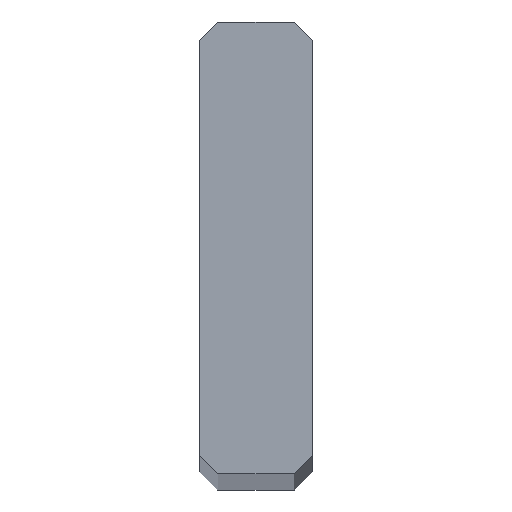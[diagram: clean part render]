
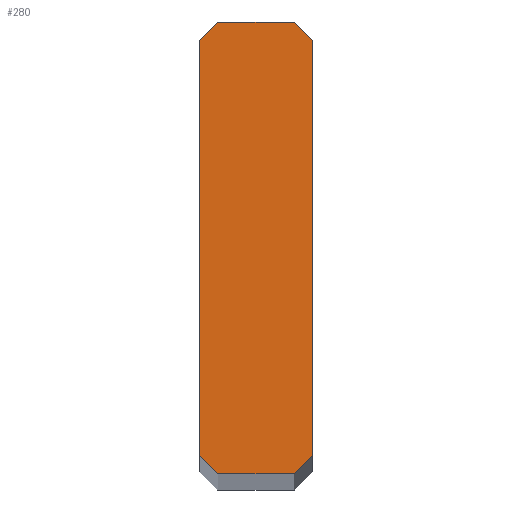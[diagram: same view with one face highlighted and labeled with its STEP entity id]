
A CAD part, top view. The second image highlights one B-rep face of the part: STEP entity #280.
In plain terms, the highlighted planar face has unit normal (0, 0, 1).
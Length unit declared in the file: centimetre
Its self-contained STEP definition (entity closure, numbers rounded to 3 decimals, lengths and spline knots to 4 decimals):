
#46=VERTEX_POINT('',#384);
#47=VERTEX_POINT('',#385);
#48=VERTEX_POINT('',#387);
#49=VERTEX_POINT('',#389);
#50=VERTEX_POINT('',#391);
#51=VERTEX_POINT('',#393);
#52=VERTEX_POINT('',#395);
#53=VERTEX_POINT('',#397);
#70=VECTOR('',#321,1.);
#71=VECTOR('',#322,1.);
#72=VECTOR('',#323,1.);
#73=VECTOR('',#324,1.);
#74=VECTOR('',#325,1.);
#75=VECTOR('',#326,1.);
#76=VECTOR('',#327,1.);
#77=VECTOR('',#328,1.);
#96=LINE('',#383,#70);
#97=LINE('',#386,#71);
#98=LINE('',#388,#72);
#99=LINE('',#390,#73);
#100=LINE('',#392,#74);
#101=LINE('',#394,#75);
#102=LINE('',#396,#76);
#103=LINE('',#398,#77);
#122=EDGE_CURVE('',#46,#47,#96,.T.);
#123=EDGE_CURVE('',#48,#46,#97,.T.);
#124=EDGE_CURVE('',#49,#48,#98,.T.);
#125=EDGE_CURVE('',#50,#49,#99,.T.);
#126=EDGE_CURVE('',#51,#50,#100,.T.);
#127=EDGE_CURVE('',#52,#51,#101,.T.);
#128=EDGE_CURVE('',#53,#52,#102,.T.);
#129=EDGE_CURVE('',#47,#53,#103,.T.);
#156=ORIENTED_EDGE('',*,*,#122,.F.);
#157=ORIENTED_EDGE('',*,*,#123,.F.);
#158=ORIENTED_EDGE('',*,*,#124,.F.);
#159=ORIENTED_EDGE('',*,*,#125,.F.);
#160=ORIENTED_EDGE('',*,*,#126,.F.);
#161=ORIENTED_EDGE('',*,*,#127,.F.);
#162=ORIENTED_EDGE('',*,*,#128,.F.);
#163=ORIENTED_EDGE('',*,*,#129,.F.);
#224=EDGE_LOOP('',(#156,#157,#158,#159,#160,#161,#162,#163));
#252=FACE_BOUND('',#224,.T.);
#280=ADVANCED_FACE('',(#252),#456,.F.);
#296=AXIS2_PLACEMENT_3D('',#382,#320,$);
#320=DIRECTION('',(0.,0.,-1.));
#321=DIRECTION('',(0.707,-0.707,0.));
#322=DIRECTION('',(1.,0.,0.));
#323=DIRECTION('',(0.707,0.707,0.));
#324=DIRECTION('',(0.,1.,0.));
#325=DIRECTION('',(-0.707,0.707,0.));
#326=DIRECTION('',(-1.,0.,0.));
#327=DIRECTION('',(-0.707,-0.707,0.));
#328=DIRECTION('',(0.,-1.,0.));
#382=CARTESIAN_POINT('',(-38.6953,-0.5695,24.2888));
#383=CARTESIAN_POINT('',(-9.16,10.0617,24.2888));
#384=CARTESIAN_POINT('',(0.2667,0.635,24.2888));
#385=CARTESIAN_POINT('',(0.3175,0.5842,24.2888));
#386=CARTESIAN_POINT('',(-19.3476,0.635,24.2888));
#387=CARTESIAN_POINT('',(0.0508,0.635,24.2888));
#388=CARTESIAN_POINT('',(-9.9495,-9.3653,24.2888));
#389=CARTESIAN_POINT('',(0.,0.5842,24.2888));
#390=CARTESIAN_POINT('',(0.,-0.2847,24.2888));
#391=CARTESIAN_POINT('',(0.,-0.5842,24.2888));
#392=CARTESIAN_POINT('',(-9.6648,9.0806,24.2888));
#393=CARTESIAN_POINT('',(0.0508,-0.635,24.2888));
#394=CARTESIAN_POINT('',(-19.3476,-0.635,24.2888));
#395=CARTESIAN_POINT('',(0.2667,-0.635,24.2888));
#396=CARTESIAN_POINT('',(-9.4447,-10.3464,24.2888));
#397=CARTESIAN_POINT('',(0.3175,-0.5842,24.2888));
#398=CARTESIAN_POINT('',(0.3175,-0.2847,24.2888));
#456=PLANE('',#296);
